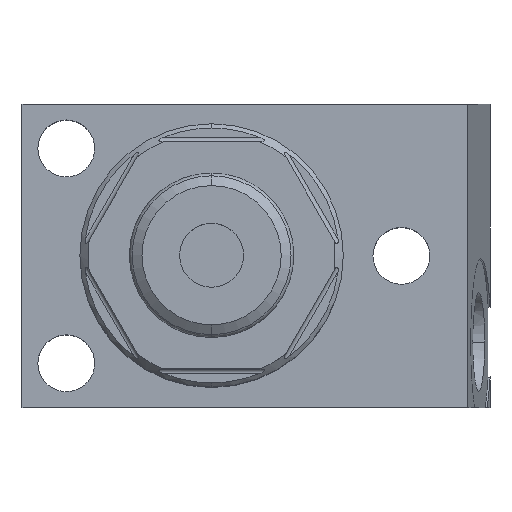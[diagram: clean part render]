
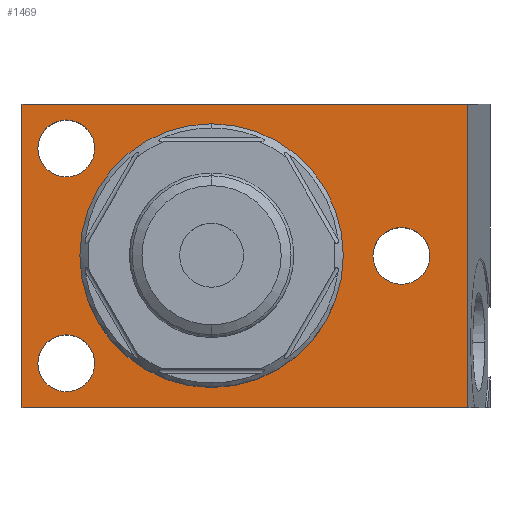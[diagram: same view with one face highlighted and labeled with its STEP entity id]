
A CAD part, top view. The second image highlights one B-rep face of the part: STEP entity #1469.
In plain terms, the highlighted planar face has unit normal (0, 0, 1).
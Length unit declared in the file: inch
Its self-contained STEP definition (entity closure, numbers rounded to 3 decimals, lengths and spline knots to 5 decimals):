
#262=DIRECTION('',(0.,1.,0.));
#263=VECTOR('',#262,1.5);
#264=CARTESIAN_POINT('',(-0.937,-0.75,0.565));
#265=LINE('',#264,#263);
#266=CARTESIAN_POINT('',(0.,0.,0.565));
#267=DIRECTION('',(0.,0.,1.));
#268=DIRECTION('',(1.,0.,0.));
#269=AXIS2_PLACEMENT_3D('',#266,#267,#268);
#271=CARTESIAN_POINT('',(0.,0.,0.565));
#272=DIRECTION('',(0.,0.,1.));
#273=DIRECTION('',(-1.,0.,0.));
#274=AXIS2_PLACEMENT_3D('',#271,#272,#273);
#276=CARTESIAN_POINT('',(-0.718,-0.531,0.565));
#277=DIRECTION('',(0.,0.,-1.));
#278=DIRECTION('',(-1.,0.,0.));
#279=AXIS2_PLACEMENT_3D('',#276,#277,#278);
#281=CARTESIAN_POINT('',(-0.718,-0.531,0.565));
#282=DIRECTION('',(0.,0.,-1.));
#283=DIRECTION('',(1.,0.,0.));
#284=AXIS2_PLACEMENT_3D('',#281,#282,#283);
#286=CARTESIAN_POINT('',(-0.718,0.531,0.565));
#287=DIRECTION('',(0.,0.,-1.));
#288=DIRECTION('',(-1.,0.,0.));
#289=AXIS2_PLACEMENT_3D('',#286,#287,#288);
#291=CARTESIAN_POINT('',(-0.718,0.531,0.565));
#292=DIRECTION('',(0.,0.,-1.));
#293=DIRECTION('',(1.,0.,0.));
#294=AXIS2_PLACEMENT_3D('',#291,#292,#293);
#296=CARTESIAN_POINT('',(0.938,0.,0.565));
#297=DIRECTION('',(0.,0.,-1.));
#298=DIRECTION('',(-1.,0.,0.));
#299=AXIS2_PLACEMENT_3D('',#296,#297,#298);
#301=CARTESIAN_POINT('',(0.938,0.,0.565));
#302=DIRECTION('',(0.,0.,-1.));
#303=DIRECTION('',(1.,0.,0.));
#304=AXIS2_PLACEMENT_3D('',#301,#302,#303);
#326=DIRECTION('',(1.,0.,0.));
#327=VECTOR('',#326,2.20188);
#328=CARTESIAN_POINT('',(-0.937,-0.75,0.565));
#329=LINE('',#328,#327);
#449=DIRECTION('',(0.,1.,0.));
#450=VECTOR('',#449,1.5);
#451=CARTESIAN_POINT('',(1.26488,-0.75,0.565));
#452=LINE('',#451,#450);
#466=DIRECTION('',(1.,0.,0.));
#467=VECTOR('',#466,2.20188);
#468=CARTESIAN_POINT('',(-0.937,0.75,0.565));
#469=LINE('',#468,#467);
#1159=CARTESIAN_POINT('',(-0.937,-0.75,0.565));
#1160=VERTEX_POINT('',#1159);
#1161=CARTESIAN_POINT('',(1.26488,-0.75,0.565));
#1162=VERTEX_POINT('',#1161);
#1167=CARTESIAN_POINT('',(-0.937,0.75,0.565));
#1168=VERTEX_POINT('',#1167);
#1169=CARTESIAN_POINT('',(1.26488,0.75,0.565));
#1170=VERTEX_POINT('',#1169);
#1171=CARTESIAN_POINT('',(0.651,0.,0.565));
#1172=CARTESIAN_POINT('',(-0.651,0.,0.565));
#1173=VERTEX_POINT('',#1171);
#1174=VERTEX_POINT('',#1172);
#1179=CARTESIAN_POINT('',(-0.8585,-0.531,0.565));
#1180=CARTESIAN_POINT('',(-0.5775,-0.531,0.565));
#1181=VERTEX_POINT('',#1179);
#1182=VERTEX_POINT('',#1180);
#1187=CARTESIAN_POINT('',(-0.8585,0.531,0.565));
#1188=CARTESIAN_POINT('',(-0.5775,0.531,0.565));
#1189=VERTEX_POINT('',#1187);
#1190=VERTEX_POINT('',#1188);
#1195=CARTESIAN_POINT('',(0.7975,0.,0.565));
#1196=CARTESIAN_POINT('',(1.0785,0.,0.565));
#1197=VERTEX_POINT('',#1195);
#1198=VERTEX_POINT('',#1196);
#1431=CARTESIAN_POINT('',(-0.937,-0.75,0.565));
#1432=DIRECTION('',(0.,0.,1.));
#1433=DIRECTION('',(1.,0.,0.));
#1434=AXIS2_PLACEMENT_3D('',#1431,#1432,#1433);
#1435=PLANE('',#1434);
#1437=ORIENTED_EDGE('',*,*,#1436,.F.);
#1439=ORIENTED_EDGE('',*,*,#1438,.T.);
#1441=ORIENTED_EDGE('',*,*,#1440,.T.);
#1443=ORIENTED_EDGE('',*,*,#1442,.F.);
#1444=EDGE_LOOP('',(#1437,#1439,#1441,#1443));
#1445=FACE_OUTER_BOUND('',#1444,.F.);
#1446=ORIENTED_EDGE('',*,*,#1419,.T.);
#1448=ORIENTED_EDGE('',*,*,#1447,.T.);
#1449=EDGE_LOOP('',(#1446,#1448));
#1450=FACE_BOUND('',#1449,.F.);
#1452=ORIENTED_EDGE('',*,*,#1451,.F.);
#1454=ORIENTED_EDGE('',*,*,#1453,.F.);
#1455=EDGE_LOOP('',(#1452,#1454));
#1456=FACE_BOUND('',#1455,.F.);
#1458=ORIENTED_EDGE('',*,*,#1457,.F.);
#1460=ORIENTED_EDGE('',*,*,#1459,.F.);
#1461=EDGE_LOOP('',(#1458,#1460));
#1462=FACE_BOUND('',#1461,.F.);
#1464=ORIENTED_EDGE('',*,*,#1463,.F.);
#1466=ORIENTED_EDGE('',*,*,#1465,.F.);
#1467=EDGE_LOOP('',(#1464,#1466));
#1468=FACE_BOUND('',#1467,.F.);
#1469=ADVANCED_FACE('',(#1445,#1450,#1456,#1462,#1468),#1435,.T.);
#270=CIRCLE('',#269,0.651);
#275=CIRCLE('',#274,0.651);
#280=CIRCLE('',#279,0.1405);
#285=CIRCLE('',#284,0.1405);
#290=CIRCLE('',#289,0.1405);
#295=CIRCLE('',#294,0.1405);
#300=CIRCLE('',#299,0.1405);
#305=CIRCLE('',#304,0.1405);
#1419=EDGE_CURVE('',#1173,#1174,#270,.T.);
#1436=EDGE_CURVE('',#1160,#1162,#329,.T.);
#1438=EDGE_CURVE('',#1160,#1168,#265,.T.);
#1440=EDGE_CURVE('',#1168,#1170,#469,.T.);
#1442=EDGE_CURVE('',#1162,#1170,#452,.T.);
#1447=EDGE_CURVE('',#1174,#1173,#275,.T.);
#1451=EDGE_CURVE('',#1181,#1182,#280,.T.);
#1453=EDGE_CURVE('',#1182,#1181,#285,.T.);
#1457=EDGE_CURVE('',#1189,#1190,#290,.T.);
#1459=EDGE_CURVE('',#1190,#1189,#295,.T.);
#1463=EDGE_CURVE('',#1197,#1198,#300,.T.);
#1465=EDGE_CURVE('',#1198,#1197,#305,.T.);
